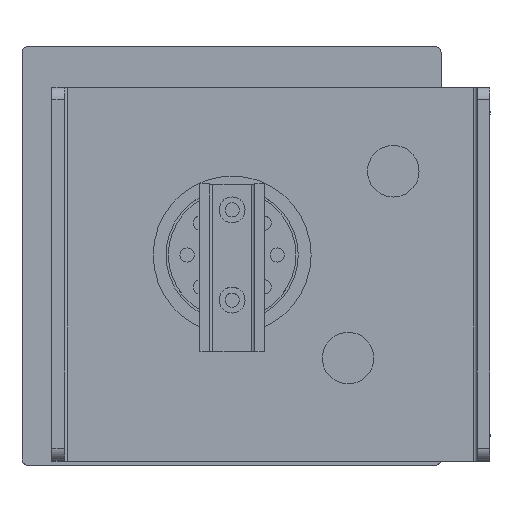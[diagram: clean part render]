
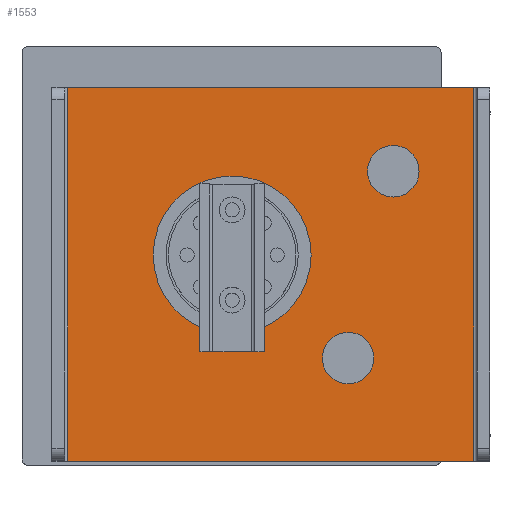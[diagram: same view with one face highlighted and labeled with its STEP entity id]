
A CAD part, top view. The second image highlights one B-rep face of the part: STEP entity #1553.
In plain terms, the highlighted planar face has unit normal (0, 0, 1).
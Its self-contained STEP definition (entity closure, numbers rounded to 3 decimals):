
#126 = ORIENTED_EDGE ( 'NONE', *, *, #11011, .F. ) ;
#241 = CARTESIAN_POINT ( 'NONE',  ( 0., 58., 0. ) ) ;
#311 = CARTESIAN_POINT ( 'NONE',  ( 40.25, 32., 0. ) ) ;
#658 = CIRCLE ( 'NONE', #13029, 12.25 ) ;
#1338 = DIRECTION ( 'NONE',  ( -1., 0., 0. ) ) ;
#1406 = FACE_BOUND ( 'NONE', #3764, .T. ) ;
#1501 = DIRECTION ( 'NONE',  ( 0., 0., 1. ) ) ;
#1553 = ADVANCED_FACE ( 'NONE', ( #24164, #1406, #19394, #15456 ), #6024, .F. ) ;
#1563 = CARTESIAN_POINT ( 'NONE',  ( 65.5, 58., 0. ) ) ;
#1581 = AXIS2_PLACEMENT_3D ( 'NONE', #24772, #15387, #21062 ) ;
#1802 = EDGE_CURVE ( 'NONE', #17706, #23755, #6502, .T. ) ;
#2510 = DIRECTION ( 'NONE',  ( -1., 0., 0. ) ) ;
#2555 = LINE ( 'NONE', #23290, #3486 ) ;
#2742 = CIRCLE ( 'NONE', #16722, 4. ) ;
#3396 = LINE ( 'NONE', #241, #7838 ) ;
#3486 = VECTOR ( 'NONE', #4225, 1000. ) ;
#3764 = EDGE_LOOP ( 'NONE', ( #10532, #24524 ) ) ;
#3818 = EDGE_CURVE ( 'NONE', #4228, #9563, #23540, .T. ) ;
#4040 = AXIS2_PLACEMENT_3D ( 'NONE', #9906, #9988, #21327 ) ;
#4225 = DIRECTION ( 'NONE',  ( 0., -1., 0. ) ) ;
#4228 = VERTEX_POINT ( 'NONE', #12470 ) ;
#4590 = EDGE_CURVE ( 'NONE', #13175, #13714, #24093, .T. ) ;
#5731 = AXIS2_PLACEMENT_3D ( 'NONE', #9854, #9699, #23093 ) ;
#6024 = PLANE ( 'NONE',  #24822 ) ;
#6125 = LINE ( 'NONE', #21966, #18137 ) ;
#6502 = CIRCLE ( 'NONE', #5731, 12.25 ) ;
#6847 = EDGE_CURVE ( 'NONE', #17725, #14498, #6125, .T. ) ;
#7306 = CARTESIAN_POINT ( 'NONE',  ( 28., 32., 0. ) ) ;
#7436 = DIRECTION ( 'NONE',  ( 0., 0., -1. ) ) ;
#7838 = VECTOR ( 'NONE', #21465, 1000. ) ;
#7936 = VERTEX_POINT ( 'NONE', #24309 ) ;
#8038 = CARTESIAN_POINT ( 'NONE',  ( 2.5, 0., 0. ) ) ;
#9326 = VECTOR ( 'NONE', #20980, 1000. ) ;
#9563 = VERTEX_POINT ( 'NONE', #10048 ) ;
#9631 = EDGE_CURVE ( 'NONE', #17969, #7936, #3396, .T. ) ;
#9699 = DIRECTION ( 'NONE',  ( 0., 0., 1. ) ) ;
#9854 = CARTESIAN_POINT ( 'NONE',  ( 28., 32., 0. ) ) ;
#9906 = CARTESIAN_POINT ( 'NONE',  ( 53., 45., 0. ) ) ;
#9988 = DIRECTION ( 'NONE',  ( 0., 0., -1. ) ) ;
#10048 = CARTESIAN_POINT ( 'NONE',  ( 50., 16., 0. ) ) ;
#10114 = CARTESIAN_POINT ( 'NONE',  ( 0., 0., 0. ) ) ;
#10501 = CARTESIAN_POINT ( 'NONE',  ( 15.75, 32., 0. ) ) ;
#10526 = ORIENTED_EDGE ( 'NONE', *, *, #1802, .F. ) ;
#10532 = ORIENTED_EDGE ( 'NONE', *, *, #4590, .T. ) ;
#10991 = EDGE_CURVE ( 'NONE', #9563, #4228, #14423, .T. ) ;
#11011 = EDGE_CURVE ( 'NONE', #17725, #7936, #19249, .T. ) ;
#11708 = CARTESIAN_POINT ( 'NONE',  ( 49., 45., 0. ) ) ;
#12104 = ORIENTED_EDGE ( 'NONE', *, *, #24132, .F. ) ;
#12430 = DIRECTION ( 'NONE',  ( 1., 0., 0. ) ) ;
#12470 = CARTESIAN_POINT ( 'NONE',  ( 42., 16., 0. ) ) ;
#12898 = EDGE_LOOP ( 'NONE', ( #12104, #23325, #126, #17612 ) ) ;
#12983 = CARTESIAN_POINT ( 'NONE',  ( 46., 16., 0. ) ) ;
#13029 = AXIS2_PLACEMENT_3D ( 'NONE', #7306, #1501, #14891 ) ;
#13175 = VERTEX_POINT ( 'NONE', #11708 ) ;
#13714 = VERTEX_POINT ( 'NONE', #16064 ) ;
#14235 = ORIENTED_EDGE ( 'NONE', *, *, #16834, .F. ) ;
#14423 = CIRCLE ( 'NONE', #1581, 4. ) ;
#14498 = VERTEX_POINT ( 'NONE', #15772 ) ;
#14891 = DIRECTION ( 'NONE',  ( -1., 0., 0. ) ) ;
#15387 = DIRECTION ( 'NONE',  ( 0., 0., -1. ) ) ;
#15456 = FACE_BOUND ( 'NONE', #20546, .T. ) ;
#15772 = CARTESIAN_POINT ( 'NONE',  ( 65.5, 0., 0. ) ) ;
#16064 = CARTESIAN_POINT ( 'NONE',  ( 57., 45., 0. ) ) ;
#16249 = ORIENTED_EDGE ( 'NONE', *, *, #3818, .T. ) ;
#16722 = AXIS2_PLACEMENT_3D ( 'NONE', #24559, #7436, #16804 ) ;
#16804 = DIRECTION ( 'NONE',  ( -1., 0., 0. ) ) ;
#16834 = EDGE_CURVE ( 'NONE', #23755, #17706, #658, .T. ) ;
#17612 = ORIENTED_EDGE ( 'NONE', *, *, #6847, .T. ) ;
#17632 = ORIENTED_EDGE ( 'NONE', *, *, #10991, .T. ) ;
#17706 = VERTEX_POINT ( 'NONE', #311 ) ;
#17725 = VERTEX_POINT ( 'NONE', #8038 ) ;
#17932 = EDGE_CURVE ( 'NONE', #13714, #13175, #2742, .T. ) ;
#17969 = VERTEX_POINT ( 'NONE', #1563 ) ;
#18137 = VECTOR ( 'NONE', #12430, 1000. ) ;
#19249 = LINE ( 'NONE', #24849, #9326 ) ;
#19394 = FACE_BOUND ( 'NONE', #22778, .T. ) ;
#19440 = DIRECTION ( 'NONE',  ( 0., 0., -1. ) ) ;
#19933 = AXIS2_PLACEMENT_3D ( 'NONE', #12983, #20557, #1338 ) ;
#20546 = EDGE_LOOP ( 'NONE', ( #14235, #10526 ) ) ;
#20557 = DIRECTION ( 'NONE',  ( 0., 0., -1. ) ) ;
#20980 = DIRECTION ( 'NONE',  ( 0., 1., 0. ) ) ;
#21062 = DIRECTION ( 'NONE',  ( -1., 0., 0. ) ) ;
#21327 = DIRECTION ( 'NONE',  ( -1., 0., 0. ) ) ;
#21465 = DIRECTION ( 'NONE',  ( -1., 0., 0. ) ) ;
#21966 = CARTESIAN_POINT ( 'NONE',  ( 0., 0., 0. ) ) ;
#22778 = EDGE_LOOP ( 'NONE', ( #16249, #17632 ) ) ;
#23093 = DIRECTION ( 'NONE',  ( -1., 0., 0. ) ) ;
#23290 = CARTESIAN_POINT ( 'NONE',  ( 65.5, 58., 0. ) ) ;
#23325 = ORIENTED_EDGE ( 'NONE', *, *, #9631, .T. ) ;
#23540 = CIRCLE ( 'NONE', #19933, 4. ) ;
#23755 = VERTEX_POINT ( 'NONE', #10501 ) ;
#24093 = CIRCLE ( 'NONE', #4040, 4. ) ;
#24132 = EDGE_CURVE ( 'NONE', #17969, #14498, #2555, .T. ) ;
#24164 = FACE_OUTER_BOUND ( 'NONE', #12898, .T. ) ;
#24309 = CARTESIAN_POINT ( 'NONE',  ( 2.5, 58., 0. ) ) ;
#24524 = ORIENTED_EDGE ( 'NONE', *, *, #17932, .T. ) ;
#24559 = CARTESIAN_POINT ( 'NONE',  ( 53., 45., 0. ) ) ;
#24772 = CARTESIAN_POINT ( 'NONE',  ( 46., 16., 0. ) ) ;
#24822 = AXIS2_PLACEMENT_3D ( 'NONE', #10114, #19440, #2510 ) ;
#24849 = CARTESIAN_POINT ( 'NONE',  ( 2.5, 0., 0. ) ) ;
